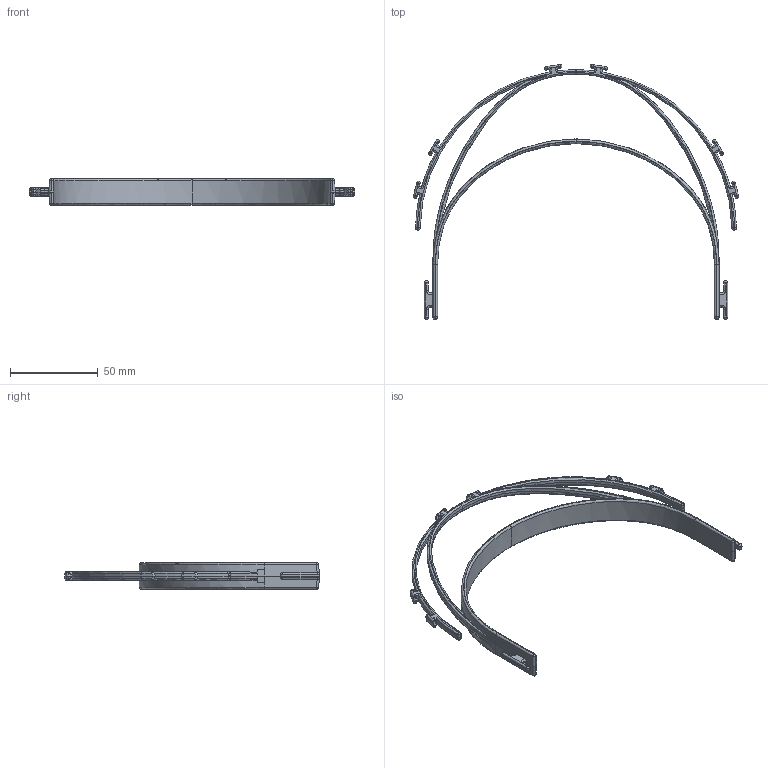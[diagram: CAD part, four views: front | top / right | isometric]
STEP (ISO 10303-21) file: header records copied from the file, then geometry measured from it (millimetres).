
FILE_DESCRIPTION(/* description */ (''),/* implementation_level */ '2;1');
FILE_NAME(/* name */ 'PNWS B IM.step',/* time_stamp */ '2020-04-09T07:58:19-07:00',/* author */ (''),/* organization */ (''),/* preprocessor_version */ 'ST-DEVELOPER v18',/* originating_system */ 'Autodesk Translation Framework v8.12.0.6',/* authorisation */ '');
FILE_SCHEMA (('AUTOMOTIVE_DESIGN { 1 0 10303 214 3 1 1 }'));
Length unit declared in the file: inch
Products named in the file (1): PNWS B IM
Bounding box: 185.21 x 144.93 x 15 mm (x, y, z)
Volume: 17776.6 mm3; surface area: 17383.8 mm2
Topology: 2 solids, 2 shells, 486 faces, 1092 edges, 608 vertices
Faces by surface type: cylinder 170, plane 134, bspline 70, sphere 48, cone 36, torus 28
Entity records: 16878 total; most frequent: CARTESIAN_POINT 6589, ORIENTED_EDGE 2180, DIRECTION 2084, EDGE_CURVE 1090, AXIS2_PLACEMENT_3D 795, VERTEX_POINT 608, LINE 494, VECTOR 494
